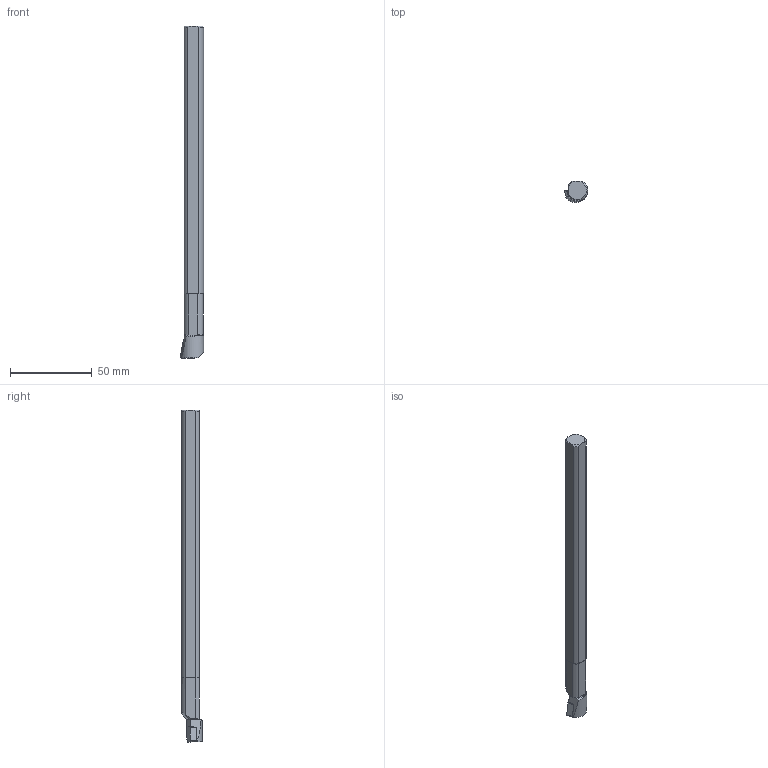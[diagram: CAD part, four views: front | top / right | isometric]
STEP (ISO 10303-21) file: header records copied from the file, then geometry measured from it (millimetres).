
FILE_DESCRIPTION(/* description */ (''),/* implementation_level */ '2;1');
FILE_NAME(/* name */ 'A08-SCFCR-3.stp',/* time_stamp */ '2012-07-31T15:43:35+05:00',/* author */ (''),/* organization */ (''),/* preprocessor_version */ 'ST-DEVELOPER v11',/* originating_system */ 'SIEMENS PLM Software NX 7.5',/* authorisation */ '');
FILE_SCHEMA (('AUTOMOTIVE_DESIGN { 1 0 10303 214 1 1 1 1 }'));
Length unit declared in the file: millimetre
Products named in the file (1): inpu7BE20rgo
Bounding box: 14.2 x 12.59 x 203.2 mm (x, y, z)
Volume: 22541.1 mm3; surface area: 8543.7 mm2
Topology: 3 solids, 3 shells, 54 faces, 144 edges, 96 vertices
Faces by surface type: plane 31, cone 9, cylinder 8, bspline 5, torus 1
Entity records: 2016 total; most frequent: CARTESIAN_POINT 688, ORIENTED_EDGE 288, DIRECTION 237, EDGE_CURVE 144, VERTEX_POINT 96, AXIS2_PLACEMENT_3D 83, LINE 71, VECTOR 71
